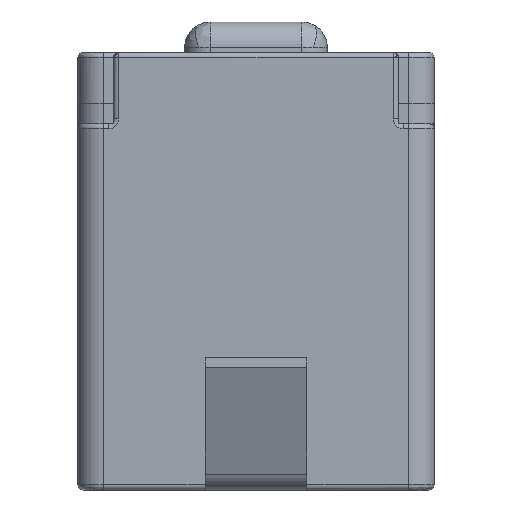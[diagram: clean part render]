
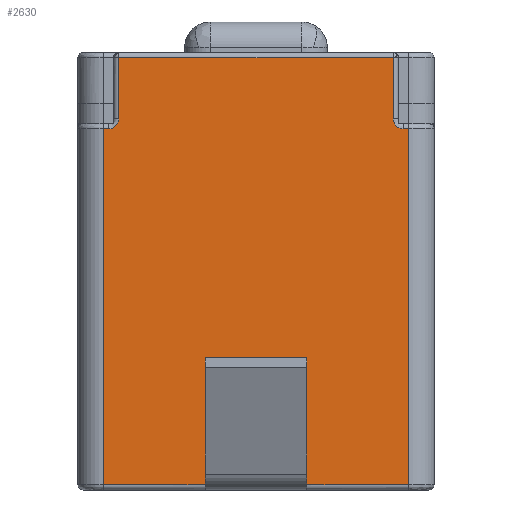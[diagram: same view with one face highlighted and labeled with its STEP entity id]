
A CAD part, left-side view. The second image highlights one B-rep face of the part: STEP entity #2630.
In plain terms, the highlighted planar face has unit normal (-1, 0, 0).
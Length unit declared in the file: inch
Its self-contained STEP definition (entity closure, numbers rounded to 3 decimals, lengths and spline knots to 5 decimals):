
#34 = VERTEX_POINT ( 'NONE', #2149 ) ;
#76 = VECTOR ( 'NONE', #4377, 39.37008 ) ;
#112 = EDGE_CURVE ( 'NONE', #8747, #6156, #8241, .T. ) ;
#179 = CARTESIAN_POINT ( 'NONE',  ( -0.11811, 0.01969, 0.00197 ) ) ;
#182 = EDGE_CURVE ( 'NONE', #186, #4593, #1029, .T. ) ;
#186 = VERTEX_POINT ( 'NONE', #9338 ) ;
#247 = DIRECTION ( 'NONE',  ( 0., -1., 0. ) ) ;
#359 = EDGE_CURVE ( 'NONE', #6956, #3706, #6759, .T. ) ;
#407 = ORIENTED_EDGE ( 'NONE', *, *, #2460, .T. ) ;
#432 = EDGE_CURVE ( 'NONE', #34, #3695, #7816, .T. ) ;
#762 = CARTESIAN_POINT ( 'NONE',  ( -0.11811, 0.05906, 0.13976 ) ) ;
#799 = EDGE_CURVE ( 'NONE', #6958, #2526, #1074, .T. ) ;
#1029 = LINE ( 'NONE', #5467, #8049 ) ;
#1074 = LINE ( 'NONE', #9496, #2742 ) ;
#1113 = VECTOR ( 'NONE', #9833, 39.37008 ) ;
#1166 = CARTESIAN_POINT ( 'NONE',  ( -0.11811, -0.05315, 0.16732 ) ) ;
#1197 = DIRECTION ( 'NONE',  ( 0., 0., 1. ) ) ;
#1263 = PLANE ( 'NONE',  #7392 ) ;
#1348 = CARTESIAN_POINT ( 'NONE',  ( -0.11811, -0.05315, 0.1437 ) ) ;
#1398 = CARTESIAN_POINT ( 'NONE',  ( -0.11811, 0.0689, 0.16732 ) ) ;
#1413 = CARTESIAN_POINT ( 'NONE',  ( -0.11811, 0.05315, 0.1437 ) ) ;
#1495 = VECTOR ( 'NONE', #4005, 39.37008 ) ;
#1597 = CARTESIAN_POINT ( 'NONE',  ( -0.11811, -0.05601, 0.13976 ) ) ;
#1672 = DIRECTION ( 'NONE',  ( 0., 1., 0. ) ) ;
#1756 = ORIENTED_EDGE ( 'NONE', *, *, #7297, .T. ) ;
#2024 = LINE ( 'NONE', #5096, #5670 ) ;
#2041 = VERTEX_POINT ( 'NONE', #762 ) ;
#2042 = DIRECTION ( 'NONE',  ( -1., 0., 0. ) ) ;
#2045 = VERTEX_POINT ( 'NONE', #3620 ) ;
#2149 = CARTESIAN_POINT ( 'NONE',  ( -0.11811, -0.01969, 0.00197 ) ) ;
#2158 = CARTESIAN_POINT ( 'NONE',  ( -0.11811, -0.01969, 0. ) ) ;
#2318 = EDGE_LOOP ( 'NONE', ( #407, #5783, #5027, #4777, #4992, #8232, #7304, #8476, #4076, #5121, #1756, #2390, #7032, #3957 ) ) ;
#2341 = CARTESIAN_POINT ( 'NONE',  ( -0.11811, 0.0689, 0.13976 ) ) ;
#2368 = CARTESIAN_POINT ( 'NONE',  ( -0.11811, 0.05709, 0.13976 ) ) ;
#2390 = ORIENTED_EDGE ( 'NONE', *, *, #359, .T. ) ;
#2460 = EDGE_CURVE ( 'NONE', #2041, #6958, #4747, .T. ) ;
#2518 = VECTOR ( 'NONE', #2566, 39.37008 ) ;
#2526 = VERTEX_POINT ( 'NONE', #179 ) ;
#2566 = DIRECTION ( 'NONE',  ( 0., 0., -1. ) ) ;
#2630 = ADVANCED_FACE ( 'NONE', ( #8087 ), #1263, .T. ) ;
#2742 = VECTOR ( 'NONE', #7896, 39.37008 ) ;
#2824 = CARTESIAN_POINT ( 'NONE',  ( -0.11811, 0.05506, 0.14015 ) ) ;
#2831 = CARTESIAN_POINT ( 'NONE',  ( -0.11811, 0.05315, 0. ) ) ;
#2956 = LINE ( 'NONE', #2158, #8477 ) ;
#2973 = CARTESIAN_POINT ( 'NONE',  ( -0.11811, 0.05599, 0.13976 ) ) ;
#3059 = VECTOR ( 'NONE', #3963, 39.37008 ) ;
#3077 = DIRECTION ( 'NONE',  ( 0., 1., 0. ) ) ;
#3136 = CARTESIAN_POINT ( 'NONE',  ( -0.11811, -0.01969, 0.01554 ) ) ;
#3200 = VECTOR ( 'NONE', #1672, 39.37008 ) ;
#3487 = EDGE_CURVE ( 'NONE', #3706, #5845, #8687, .T. ) ;
#3620 = CARTESIAN_POINT ( 'NONE',  ( -0.11811, -0.05906, 0.13976 ) ) ;
#3628 = CARTESIAN_POINT ( 'NONE',  ( -0.11811, 0.05709, 0.13976 ) ) ;
#3692 = CARTESIAN_POINT ( 'NONE',  ( -0.11811, -0.05315, 0. ) ) ;
#3695 = VERTEX_POINT ( 'NONE', #8959 ) ;
#3706 = VERTEX_POINT ( 'NONE', #4999 ) ;
#3737 = DIRECTION ( 'NONE',  ( 0., 0., 1. ) ) ;
#3866 = CARTESIAN_POINT ( 'NONE',  ( -0.11811, 0.0689, 0.13976 ) ) ;
#3957 = ORIENTED_EDGE ( 'NONE', *, *, #9296, .T. ) ;
#3963 = DIRECTION ( 'NONE',  ( 0., -1., 0. ) ) ;
#4005 = DIRECTION ( 'NONE',  ( 0., 0., -1. ) ) ;
#4076 = ORIENTED_EDGE ( 'NONE', *, *, #4078, .T. ) ;
#4078 = EDGE_CURVE ( 'NONE', #8330, #8747, #4346, .T. ) ;
#4346 = B_SPLINE_CURVE_WITH_KNOTS ( 'NONE', 3,
 ( #5276, #1597, #8351, #6124, #7536, #9202 ),
 .UNSPECIFIED., .F., .F.,
 ( 4, 2, 4 ),
 ( 0., 0.5, 1. ),
 .UNSPECIFIED. ) ;
#4377 = DIRECTION ( 'NONE',  ( 0., 0., 1. ) ) ;
#4593 = VERTEX_POINT ( 'NONE', #3136 ) ;
#4747 = LINE ( 'NONE', #6138, #1495 ) ;
#4777 = ORIENTED_EDGE ( 'NONE', *, *, #182, .T. ) ;
#4785 = EDGE_CURVE ( 'NONE', #4593, #34, #2956, .T. ) ;
#4992 = ORIENTED_EDGE ( 'NONE', *, *, #4785, .T. ) ;
#4999 = CARTESIAN_POINT ( 'NONE',  ( -0.11811, 0.05315, 0.1437 ) ) ;
#5027 = ORIENTED_EDGE ( 'NONE', *, *, #5684, .T. ) ;
#5096 = CARTESIAN_POINT ( 'NONE',  ( -0.11811, 0.01969, 0. ) ) ;
#5105 = CARTESIAN_POINT ( 'NONE',  ( -0.11811, 0.05315, 0.14263 ) ) ;
#5121 = ORIENTED_EDGE ( 'NONE', *, *, #112, .T. ) ;
#5149 = VECTOR ( 'NONE', #3077, 39.37008 ) ;
#5276 = CARTESIAN_POINT ( 'NONE',  ( -0.11811, -0.05709, 0.13976 ) ) ;
#5467 = CARTESIAN_POINT ( 'NONE',  ( -0.11811, 0.0689, 0.01554 ) ) ;
#5670 = VECTOR ( 'NONE', #1197, 39.37008 ) ;
#5684 = EDGE_CURVE ( 'NONE', #2526, #186, #2024, .T. ) ;
#5783 = ORIENTED_EDGE ( 'NONE', *, *, #799, .T. ) ;
#5845 = VERTEX_POINT ( 'NONE', #2368 ) ;
#5869 = EDGE_CURVE ( 'NONE', #2045, #3695, #7095, .T. ) ;
#6124 = CARTESIAN_POINT ( 'NONE',  ( -0.11811, -0.05353, 0.14167 ) ) ;
#6138 = CARTESIAN_POINT ( 'NONE',  ( -0.11811, 0.05906, 0. ) ) ;
#6156 = VERTEX_POINT ( 'NONE', #1166 ) ;
#6241 = CARTESIAN_POINT ( 'NONE',  ( -0.11811, 0.05315, 0.16732 ) ) ;
#6759 = LINE ( 'NONE', #2831, #1113 ) ;
#6786 = DIRECTION ( 'NONE',  ( 0., 1., 0. ) ) ;
#6952 = LINE ( 'NONE', #2341, #5149 ) ;
#6956 = VERTEX_POINT ( 'NONE', #6241 ) ;
#6958 = VERTEX_POINT ( 'NONE', #9328 ) ;
#6984 = CARTESIAN_POINT ( 'NONE',  ( -0.11811, -0.05906, 0. ) ) ;
#7032 = ORIENTED_EDGE ( 'NONE', *, *, #3487, .T. ) ;
#7057 = CARTESIAN_POINT ( 'NONE',  ( -0.11811, 0.0689, 0.00197 ) ) ;
#7095 = LINE ( 'NONE', #6984, #2518 ) ;
#7138 = EDGE_CURVE ( 'NONE', #2045, #8330, #7713, .T. ) ;
#7297 = EDGE_CURVE ( 'NONE', #6156, #6956, #7393, .T. ) ;
#7304 = ORIENTED_EDGE ( 'NONE', *, *, #5869, .F. ) ;
#7392 = AXIS2_PLACEMENT_3D ( 'NONE', #9789, #2042, #3737 ) ;
#7393 = LINE ( 'NONE', #1398, #7488 ) ;
#7488 = VECTOR ( 'NONE', #6786, 39.37008 ) ;
#7536 = CARTESIAN_POINT ( 'NONE',  ( -0.11811, -0.05315, 0.1426 ) ) ;
#7713 = LINE ( 'NONE', #3866, #3200 ) ;
#7816 = LINE ( 'NONE', #7057, #3059 ) ;
#7896 = DIRECTION ( 'NONE',  ( 0., -1., 0. ) ) ;
#8049 = VECTOR ( 'NONE', #247, 39.37008 ) ;
#8074 = CARTESIAN_POINT ( 'NONE',  ( -0.11811, 0.05355, 0.14169 ) ) ;
#8087 = FACE_OUTER_BOUND ( 'NONE', #2318, .T. ) ;
#8232 = ORIENTED_EDGE ( 'NONE', *, *, #432, .T. ) ;
#8241 = LINE ( 'NONE', #3692, #76 ) ;
#8330 = VERTEX_POINT ( 'NONE', #9650 ) ;
#8351 = CARTESIAN_POINT ( 'NONE',  ( -0.11811, -0.05507, 0.14016 ) ) ;
#8476 = ORIENTED_EDGE ( 'NONE', *, *, #7138, .T. ) ;
#8477 = VECTOR ( 'NONE', #9568, 39.37008 ) ;
#8687 = B_SPLINE_CURVE_WITH_KNOTS ( 'NONE', 3,
 ( #1413, #5105, #8074, #2824, #2973, #3628 ),
 .UNSPECIFIED., .F., .F.,
 ( 4, 2, 4 ),
 ( 0., 0.5, 1. ),
 .UNSPECIFIED. ) ;
#8747 = VERTEX_POINT ( 'NONE', #1348 ) ;
#8959 = CARTESIAN_POINT ( 'NONE',  ( -0.11811, -0.05906, 0.00197 ) ) ;
#9202 = CARTESIAN_POINT ( 'NONE',  ( -0.11811, -0.05315, 0.1437 ) ) ;
#9296 = EDGE_CURVE ( 'NONE', #5845, #2041, #6952, .T. ) ;
#9328 = CARTESIAN_POINT ( 'NONE',  ( -0.11811, 0.05906, 0.00197 ) ) ;
#9338 = CARTESIAN_POINT ( 'NONE',  ( -0.11811, 0.01969, 0.01554 ) ) ;
#9496 = CARTESIAN_POINT ( 'NONE',  ( -0.11811, 0.0689, 0.00197 ) ) ;
#9568 = DIRECTION ( 'NONE',  ( 0., 0., -1. ) ) ;
#9650 = CARTESIAN_POINT ( 'NONE',  ( -0.11811, -0.05709, 0.13976 ) ) ;
#9789 = CARTESIAN_POINT ( 'NONE',  ( -0.11811, 0.0689, 0. ) ) ;
#9833 = DIRECTION ( 'NONE',  ( 0., 0., -1. ) ) ;
